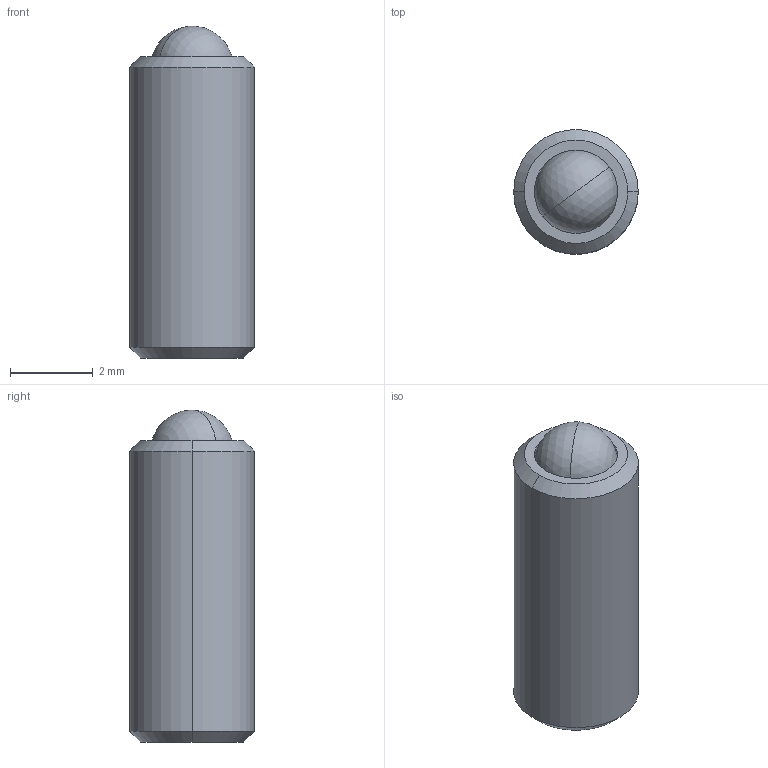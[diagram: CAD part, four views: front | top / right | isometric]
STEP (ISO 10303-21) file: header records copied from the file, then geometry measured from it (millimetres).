
FILE_DESCRIPTION (( 'STEP AP214' ), '1' );
FILE_NAME ('8563-E0W.STEP', '2014-10-02T20:52:27', ( 'admin' ), ( '' ), 'SwSTEP 2.0', 'SolidWorks 2014', '' );
FILE_SCHEMA (( 'AUTOMOTIVE_DESIGN' ));
Length unit declared in the file: inch
Products named in the file (1): 8563-E0W
Bounding box: 3 x 3 x 8 mm (x, y, z)
Surface area: 100.6 mm2 (no closed solid volume)
Topology: 0 solids, 2 shells, 20 faces, 49 edges, 30 vertices
Faces by surface type: plane 8, cone 6, cylinder 4, sphere 2
Entity records: 856 total; most frequent: CARTESIAN_POINT 124, DIRECTION 98, ORIENTED_EDGE 80, EDGE_CURVE 45, AXIS2_PLACEMENT_3D 38, VERTEX_POINT 28, LINE 22, VECTOR 22
